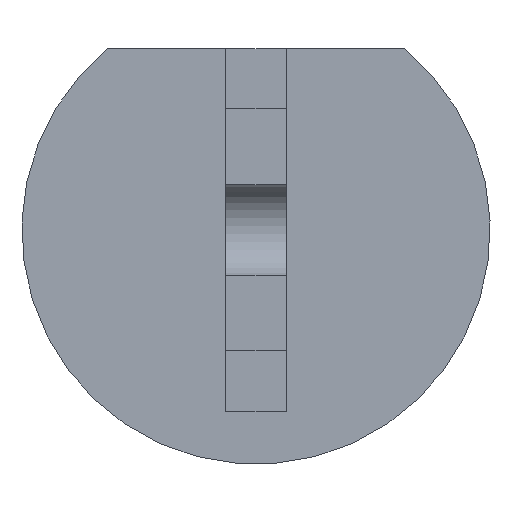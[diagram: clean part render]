
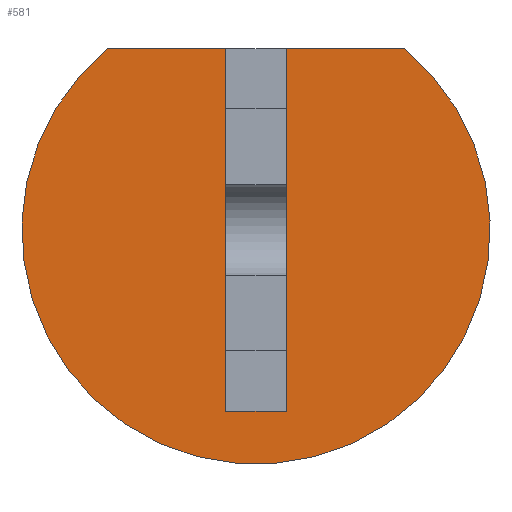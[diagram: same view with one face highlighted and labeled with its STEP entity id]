
A CAD part, front view. The second image highlights one B-rep face of the part: STEP entity #581.
In plain terms, the highlighted planar face has unit normal (0, -1, 0).
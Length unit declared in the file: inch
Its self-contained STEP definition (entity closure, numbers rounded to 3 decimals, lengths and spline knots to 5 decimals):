
#8 = LINE ( 'NONE', #878, #835 ) ;
#10 = DIRECTION ( 'NONE',  ( 0., 1., 0. ) ) ;
#17 = CARTESIAN_POINT ( 'NONE',  ( -0.01, -0.035, -0.06 ) ) ;
#28 = EDGE_CURVE ( 'NONE', #862, #1023, #8, .T. ) ;
#59 = DIRECTION ( 'NONE',  ( -1., 0., 0. ) ) ;
#62 = EDGE_LOOP ( 'NONE', ( #291, #993 ) ) ;
#88 = AXIS2_PLACEMENT_3D ( 'NONE', #808, #10, #576 ) ;
#97 = PLANE ( 'NONE',  #312 ) ;
#136 = LINE ( 'NONE', #374, #321 ) ;
#190 = DIRECTION ( 'NONE',  ( 0., 1., 0. ) ) ;
#226 = VERTEX_POINT ( 'NONE', #672 ) ;
#250 = DIRECTION ( 'NONE',  ( 0., 0., 1. ) ) ;
#285 = CIRCLE ( 'NONE', #88, 0.0775 ) ;
#291 = ORIENTED_EDGE ( 'NONE', *, *, #1024, .F. ) ;
#312 = AXIS2_PLACEMENT_3D ( 'NONE', #758, #190, #348 ) ;
#321 = VECTOR ( 'NONE', #59, 39.37008 ) ;
#325 = VERTEX_POINT ( 'NONE', #540 ) ;
#348 = DIRECTION ( 'NONE',  ( 0., 0., 1. ) ) ;
#352 = ORIENTED_EDGE ( 'NONE', *, *, #629, .F. ) ;
#362 = FACE_OUTER_BOUND ( 'NONE', #62, .T. ) ;
#374 = CARTESIAN_POINT ( 'NONE',  ( 0.01, -0.035, -0.06 ) ) ;
#404 = CARTESIAN_POINT ( 'NONE',  ( -0.04905, -0.035, 0.06 ) ) ;
#411 = DIRECTION ( 'NONE',  ( 1., 0., 0. ) ) ;
#449 = CARTESIAN_POINT ( 'NONE',  ( 0.01, -0.035, -0.06 ) ) ;
#468 = FACE_BOUND ( 'NONE', #556, .T. ) ;
#491 = LINE ( 'NONE', #582, #706 ) ;
#507 = LINE ( 'NONE', #831, #864 ) ;
#540 = CARTESIAN_POINT ( 'NONE',  ( -0.01, -0.035, -0.06 ) ) ;
#556 = EDGE_LOOP ( 'NONE', ( #352, #836, #724, #927 ) ) ;
#557 = EDGE_CURVE ( 'NONE', #325, #756, #1025, .T. ) ;
#563 = EDGE_CURVE ( 'NONE', #1039, #226, #491, .T. ) ;
#576 = DIRECTION ( 'NONE',  ( 0., 0., 1. ) ) ;
#581 = ADVANCED_FACE ( 'NONE', ( #362, #468 ), #97, .F. ) ;
#582 = CARTESIAN_POINT ( 'NONE',  ( -0.04905, -0.035, 0.06 ) ) ;
#629 = EDGE_CURVE ( 'NONE', #1023, #756, #507, .T. ) ;
#670 = DIRECTION ( 'NONE',  ( -1., 0., 0. ) ) ;
#672 = CARTESIAN_POINT ( 'NONE',  ( 0.04905, -0.035, 0.06 ) ) ;
#706 = VECTOR ( 'NONE', #411, 39.37008 ) ;
#724 = ORIENTED_EDGE ( 'NONE', *, *, #854, .T. ) ;
#737 = CARTESIAN_POINT ( 'NONE',  ( 0.01, -0.035, 0.05995 ) ) ;
#756 = VERTEX_POINT ( 'NONE', #1042 ) ;
#758 = CARTESIAN_POINT ( 'NONE',  ( 0., -0.035, 0. ) ) ;
#808 = CARTESIAN_POINT ( 'NONE',  ( 0., -0.035, 0. ) ) ;
#831 = CARTESIAN_POINT ( 'NONE',  ( 0.01, -0.035, 0.05995 ) ) ;
#835 = VECTOR ( 'NONE', #250, 39.37008 ) ;
#836 = ORIENTED_EDGE ( 'NONE', *, *, #28, .F. ) ;
#854 = EDGE_CURVE ( 'NONE', #862, #325, #136, .T. ) ;
#862 = VERTEX_POINT ( 'NONE', #449 ) ;
#864 = VECTOR ( 'NONE', #670, 39.37008 ) ;
#878 = CARTESIAN_POINT ( 'NONE',  ( 0.01, -0.035, -0.06 ) ) ;
#887 = DIRECTION ( 'NONE',  ( 0., 0., 1. ) ) ;
#927 = ORIENTED_EDGE ( 'NONE', *, *, #557, .T. ) ;
#993 = ORIENTED_EDGE ( 'NONE', *, *, #563, .F. ) ;
#1011 = VECTOR ( 'NONE', #887, 39.37008 ) ;
#1023 = VERTEX_POINT ( 'NONE', #737 ) ;
#1024 = EDGE_CURVE ( 'NONE', #226, #1039, #285, .T. ) ;
#1025 = LINE ( 'NONE', #17, #1011 ) ;
#1039 = VERTEX_POINT ( 'NONE', #404 ) ;
#1042 = CARTESIAN_POINT ( 'NONE',  ( -0.01, -0.035, 0.05995 ) ) ;
